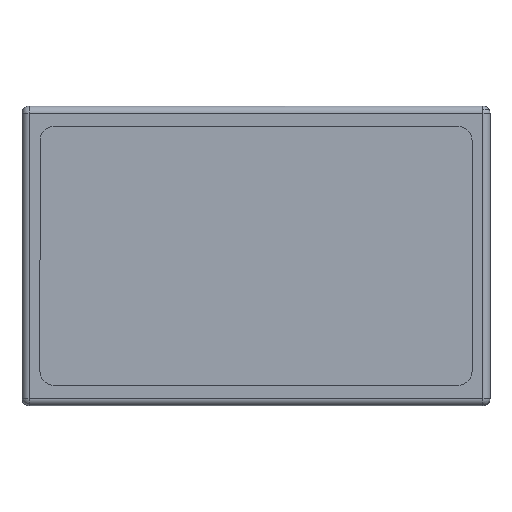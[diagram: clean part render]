
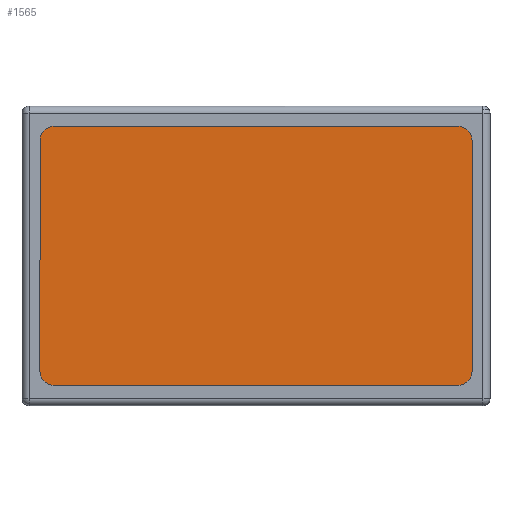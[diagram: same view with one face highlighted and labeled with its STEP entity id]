
A CAD part, top view. The second image highlights one B-rep face of the part: STEP entity #1565.
In plain terms, the highlighted planar face has unit normal (0, 0, 1).
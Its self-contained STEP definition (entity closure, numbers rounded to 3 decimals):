
#1299=CARTESIAN_POINT('',(-14.,-9.,10.7));
#1300=VERTEX_POINT('',#1299);
#1301=CARTESIAN_POINT('',(-15.,-8.,10.7));
#1302=VERTEX_POINT('',#1301);
#1303=CARTESIAN_POINT('',(-14.,-8.,10.7));
#1304=DIRECTION('',(0.0,0.0,-1.0));
#1305=DIRECTION('',(-0.707,-0.707,0.0));
#1306=AXIS2_PLACEMENT_3D('',#1303,#1304,#1305);
#1307=CIRCLE('',#1306,1.0);
#1308=EDGE_CURVE('',#1300,#1302,#1307,.T.);
#1341=CARTESIAN_POINT('',(-15.,8.,10.7));
#1342=VERTEX_POINT('',#1341);
#1343=CARTESIAN_POINT('',(-15.,-8.,10.7));
#1344=DIRECTION('',(0.0,1.0,0.0));
#1345=VECTOR('',#1344,16.);
#1346=LINE('',#1343,#1345);
#1347=EDGE_CURVE('',#1302,#1342,#1346,.T.);
#1372=CARTESIAN_POINT('',(-14.,9.,10.7));
#1373=VERTEX_POINT('',#1372);
#1374=CARTESIAN_POINT('',(-14.,8.,10.7));
#1375=DIRECTION('',(0.0,0.0,-1.0));
#1376=DIRECTION('',(-0.707,0.707,0.0));
#1377=AXIS2_PLACEMENT_3D('',#1374,#1375,#1376);
#1378=CIRCLE('',#1377,1.0);
#1379=EDGE_CURVE('',#1342,#1373,#1378,.T.);
#1405=CARTESIAN_POINT('',(14.0,9.,10.7));
#1406=VERTEX_POINT('',#1405);
#1407=CARTESIAN_POINT('',(-14.,9.,10.7));
#1408=DIRECTION('',(1.0,0.0,0.0));
#1409=VECTOR('',#1408,28.);
#1410=LINE('',#1407,#1409);
#1411=EDGE_CURVE('',#1373,#1406,#1410,.T.);
#1436=CARTESIAN_POINT('',(15.0,8.,10.7));
#1437=VERTEX_POINT('',#1436);
#1438=CARTESIAN_POINT('',(14.0,8.,10.7));
#1439=DIRECTION('',(0.0,0.0,-1.0));
#1440=DIRECTION('',(0.707,0.707,0.0));
#1441=AXIS2_PLACEMENT_3D('',#1438,#1439,#1440);
#1442=CIRCLE('',#1441,1.0);
#1443=EDGE_CURVE('',#1406,#1437,#1442,.T.);
#1469=CARTESIAN_POINT('',(15.,-8.,10.7));
#1470=VERTEX_POINT('',#1469);
#1471=CARTESIAN_POINT('',(15.0,8.,10.7));
#1472=DIRECTION('',(0.0,-1.0,0.0));
#1473=VECTOR('',#1472,16.0);
#1474=LINE('',#1471,#1473);
#1475=EDGE_CURVE('',#1437,#1470,#1474,.T.);
#1500=CARTESIAN_POINT('',(14.,-9.,10.7));
#1501=VERTEX_POINT('',#1500);
#1502=CARTESIAN_POINT('',(14.,-8.,10.7));
#1503=DIRECTION('',(0.0,0.0,-1.0));
#1504=DIRECTION('',(0.707,-0.707,0.0));
#1505=AXIS2_PLACEMENT_3D('',#1502,#1503,#1504);
#1506=CIRCLE('',#1505,1.0);
#1507=EDGE_CURVE('',#1470,#1501,#1506,.T.);
#1533=CARTESIAN_POINT('',(14.,-9.,10.7));
#1534=DIRECTION('',(-1.0,0.0,0.0));
#1535=VECTOR('',#1534,28.);
#1536=LINE('',#1533,#1535);
#1537=EDGE_CURVE('',#1501,#1300,#1536,.T.);
#1550=CARTESIAN_POINT('',(0.0,0.,10.7));
#1551=DIRECTION('',(0.0,0.0,1.0));
#1552=DIRECTION('',(1.0,0.0,0.0));
#1553=AXIS2_PLACEMENT_3D('',#1550,#1551,#1552);
#1554=PLANE('',#1553);
#1555=ORIENTED_EDGE('',*,*,#1308,.F.);
#1556=ORIENTED_EDGE('',*,*,#1537,.F.);
#1557=ORIENTED_EDGE('',*,*,#1507,.F.);
#1558=ORIENTED_EDGE('',*,*,#1475,.F.);
#1559=ORIENTED_EDGE('',*,*,#1443,.F.);
#1560=ORIENTED_EDGE('',*,*,#1411,.F.);
#1561=ORIENTED_EDGE('',*,*,#1379,.F.);
#1562=ORIENTED_EDGE('',*,*,#1347,.F.);
#1563=EDGE_LOOP('',(#1555,#1556,#1557,#1558,#1559,#1560,#1561,#1562));
#1564=FACE_OUTER_BOUND('',#1563,.T.);
#1565=ADVANCED_FACE('',(#1564),#1554,.T.);
